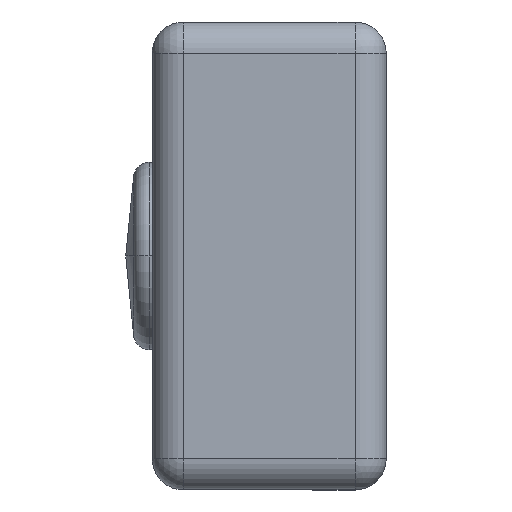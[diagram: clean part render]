
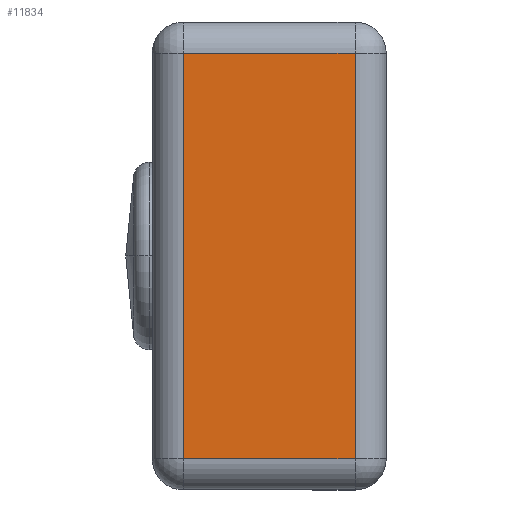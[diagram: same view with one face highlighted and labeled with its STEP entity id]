
A CAD part, front view. The second image highlights one B-rep face of the part: STEP entity #11834.
In plain terms, the highlighted planar face has unit normal (0, -1, 0).
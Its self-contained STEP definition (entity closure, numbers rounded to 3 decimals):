
#286 = CARTESIAN_POINT ( 'NONE',  ( -5.5, -5., 13. ) ) ;
#546 = CARTESIAN_POINT ( 'NONE',  ( -22.5, -5., -13. ) ) ;
#835 = LINE ( 'NONE', #13683, #7412 ) ;
#1079 = PLANE ( 'NONE',  #9706 ) ;
#1585 = CARTESIAN_POINT ( 'NONE',  ( -5.5, -5., -13. ) ) ;
#1818 = VECTOR ( 'NONE', #7758, 1000. ) ;
#2231 = VERTEX_POINT ( 'NONE', #1585 ) ;
#2409 = EDGE_CURVE ( 'NONE', #2231, #3250, #13093, .T. ) ;
#2446 = LINE ( 'NONE', #6717, #9662 ) ;
#3250 = VERTEX_POINT ( 'NONE', #286 ) ;
#3423 = VECTOR ( 'NONE', #4823, 1000. ) ;
#3480 = CARTESIAN_POINT ( 'NONE',  ( -5.5, -5., -25. ) ) ;
#3709 = LINE ( 'NONE', #546, #3423 ) ;
#3829 = EDGE_CURVE ( 'NONE', #2231, #9918, #3709, .T. ) ;
#4025 = DIRECTION ( 'NONE',  ( 0., 1., 0. ) ) ;
#4823 = DIRECTION ( 'NONE',  ( 1., 0., 0. ) ) ;
#6717 = CARTESIAN_POINT ( 'NONE',  ( 5.5, -5., -25. ) ) ;
#6737 = CARTESIAN_POINT ( 'NONE',  ( 5.5, -5., 13. ) ) ;
#7395 = DIRECTION ( 'NONE',  ( 1., 0., 0. ) ) ;
#7412 = VECTOR ( 'NONE', #13544, 1000. ) ;
#7529 = EDGE_LOOP ( 'NONE', ( #12083, #13323, #10713, #9640 ) ) ;
#7758 = DIRECTION ( 'NONE',  ( 0., 0., 1. ) ) ;
#8434 = EDGE_CURVE ( 'NONE', #3250, #9361, #835, .T. ) ;
#8682 = EDGE_CURVE ( 'NONE', #9918, #9361, #2446, .T. ) ;
#8900 = DIRECTION ( 'NONE',  ( 0., 0., 1. ) ) ;
#9361 = VERTEX_POINT ( 'NONE', #6737 ) ;
#9640 = ORIENTED_EDGE ( 'NONE', *, *, #3829, .T. ) ;
#9662 = VECTOR ( 'NONE', #8900, 1000. ) ;
#9706 = AXIS2_PLACEMENT_3D ( 'NONE', #10639, #4025, #7395 ) ;
#9918 = VERTEX_POINT ( 'NONE', #11566 ) ;
#10428 = FACE_OUTER_BOUND ( 'NONE', #7529, .T. ) ;
#10639 = CARTESIAN_POINT ( 'NONE',  ( 5.5, -5., -25. ) ) ;
#10713 = ORIENTED_EDGE ( 'NONE', *, *, #2409, .F. ) ;
#11566 = CARTESIAN_POINT ( 'NONE',  ( 5.5, -5., -13. ) ) ;
#11834 = ADVANCED_FACE ( 'NONE', ( #10428 ), #1079, .F. ) ;
#12083 = ORIENTED_EDGE ( 'NONE', *, *, #8682, .T. ) ;
#13093 = LINE ( 'NONE', #3480, #1818 ) ;
#13323 = ORIENTED_EDGE ( 'NONE', *, *, #8434, .F. ) ;
#13544 = DIRECTION ( 'NONE',  ( 1., 0., 0. ) ) ;
#13683 = CARTESIAN_POINT ( 'NONE',  ( -22.5, -5., 13. ) ) ;
